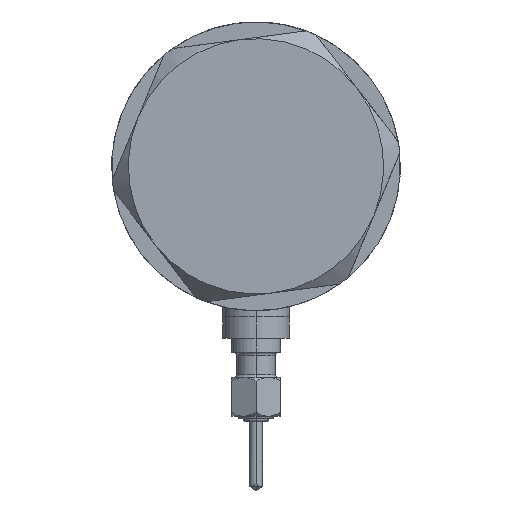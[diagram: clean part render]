
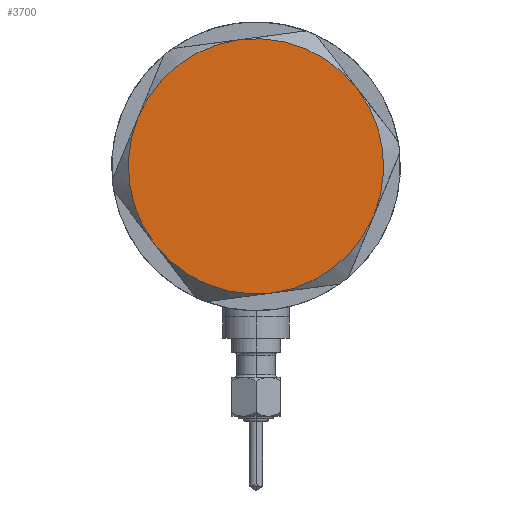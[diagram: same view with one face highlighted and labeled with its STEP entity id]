
A CAD part, left-side view. The second image highlights one B-rep face of the part: STEP entity #3700.
In plain terms, the highlighted face is planar.
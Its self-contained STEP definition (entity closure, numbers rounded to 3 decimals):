
#141 = CARTESIAN_POINT ( 'NONE',  ( -23., 0., 9. ) ) ;
#584 = DIRECTION ( 'NONE',  ( 1., 0., 0. ) ) ;
#805 = CARTESIAN_POINT ( 'NONE',  ( 23., 0., 9. ) ) ;
#839 = CIRCLE ( 'NONE', #1044, 23. ) ;
#916 = VERTEX_POINT ( 'NONE', #5385 ) ;
#984 = EDGE_CURVE ( 'NONE', #2803, #4920, #2992, .T. ) ;
#1044 = AXIS2_PLACEMENT_3D ( 'NONE', #1827, #4956, #3942 ) ;
#1168 = CARTESIAN_POINT ( 'NONE',  ( 0., 0., 9. ) ) ;
#1243 = CIRCLE ( 'NONE', #6607, 23. ) ;
#1534 = CARTESIAN_POINT ( 'NONE',  ( -11.5, 19.919, 9. ) ) ;
#1827 = CARTESIAN_POINT ( 'NONE',  ( 0., 0., 9. ) ) ;
#1842 = AXIS2_PLACEMENT_3D ( 'NONE', #2420, #4911, #5065 ) ;
#2058 = DIRECTION ( 'NONE',  ( 1., 0., 0. ) ) ;
#2176 = EDGE_CURVE ( 'NONE', #5289, #2826, #1243, .T. ) ;
#2356 = CARTESIAN_POINT ( 'NONE',  ( -11.5, -19.919, 9. ) ) ;
#2420 = CARTESIAN_POINT ( 'NONE',  ( 0., 0., 9. ) ) ;
#2727 = ORIENTED_EDGE ( 'NONE', *, *, #2176, .T. ) ;
#2803 = VERTEX_POINT ( 'NONE', #805 ) ;
#2826 = VERTEX_POINT ( 'NONE', #141 ) ;
#2883 = AXIS2_PLACEMENT_3D ( 'NONE', #4962, #2896, #6123 ) ;
#2886 = CARTESIAN_POINT ( 'NONE',  ( 11.5, 19.919, 9. ) ) ;
#2896 = DIRECTION ( 'NONE',  ( 0., 0., 1. ) ) ;
#2992 = CIRCLE ( 'NONE', #2883, 23. ) ;
#3173 = ORIENTED_EDGE ( 'NONE', *, *, #3409, .T. ) ;
#3206 = CARTESIAN_POINT ( 'NONE',  ( 0., 0., 9. ) ) ;
#3235 = DIRECTION ( 'NONE',  ( 0., 0., 1. ) ) ;
#3245 = ORIENTED_EDGE ( 'NONE', *, *, #984, .T. ) ;
#3409 = EDGE_CURVE ( 'NONE', #2826, #5756, #839, .T. ) ;
#3452 = ORIENTED_EDGE ( 'NONE', *, *, #6058, .T. ) ;
#3487 = CIRCLE ( 'NONE', #1842, 23. ) ;
#3700 = ADVANCED_FACE ( 'NONE', ( #3729 ), #4318, .T. ) ;
#3729 = FACE_OUTER_BOUND ( 'NONE', #6163, .T. ) ;
#3751 = CARTESIAN_POINT ( 'NONE',  ( 0., 0., 9. ) ) ;
#3769 = CARTESIAN_POINT ( 'NONE',  ( 0., 0., 9. ) ) ;
#3942 = DIRECTION ( 'NONE',  ( 1., 0., 0. ) ) ;
#4241 = AXIS2_PLACEMENT_3D ( 'NONE', #3206, #5313, #584 ) ;
#4318 = PLANE ( 'NONE',  #4241 ) ;
#4461 = ORIENTED_EDGE ( 'NONE', *, *, #6289, .T. ) ;
#4514 = EDGE_CURVE ( 'NONE', #5756, #916, #4687, .T. ) ;
#4687 = CIRCLE ( 'NONE', #6502, 23. ) ;
#4817 = DIRECTION ( 'NONE',  ( 0., 0., 1. ) ) ;
#4911 = DIRECTION ( 'NONE',  ( 0., 0., 1. ) ) ;
#4920 = VERTEX_POINT ( 'NONE', #2886 ) ;
#4956 = DIRECTION ( 'NONE',  ( 0., 0., 1. ) ) ;
#4962 = CARTESIAN_POINT ( 'NONE',  ( 0., 0., 9. ) ) ;
#5065 = DIRECTION ( 'NONE',  ( 1., 0., 0. ) ) ;
#5289 = VERTEX_POINT ( 'NONE', #1534 ) ;
#5313 = DIRECTION ( 'NONE',  ( 0., 0., 1. ) ) ;
#5345 = DIRECTION ( 'NONE',  ( 1., 0., 0. ) ) ;
#5385 = CARTESIAN_POINT ( 'NONE',  ( 11.5, -19.919, 9. ) ) ;
#5451 = DIRECTION ( 'NONE',  ( 0., 0., 1. ) ) ;
#5756 = VERTEX_POINT ( 'NONE', #2356 ) ;
#5853 = DIRECTION ( 'NONE',  ( 1., 0., 0. ) ) ;
#5882 = ORIENTED_EDGE ( 'NONE', *, *, #4514, .T. ) ;
#6058 = EDGE_CURVE ( 'NONE', #4920, #5289, #6748, .T. ) ;
#6123 = DIRECTION ( 'NONE',  ( 1., 0., 0. ) ) ;
#6163 = EDGE_LOOP ( 'NONE', ( #4461, #3245, #3452, #2727, #3173, #5882 ) ) ;
#6289 = EDGE_CURVE ( 'NONE', #916, #2803, #3487, .T. ) ;
#6298 = AXIS2_PLACEMENT_3D ( 'NONE', #3751, #3235, #5853 ) ;
#6502 = AXIS2_PLACEMENT_3D ( 'NONE', #1168, #5451, #5345 ) ;
#6607 = AXIS2_PLACEMENT_3D ( 'NONE', #3769, #4817, #2058 ) ;
#6748 = CIRCLE ( 'NONE', #6298, 23. ) ;
